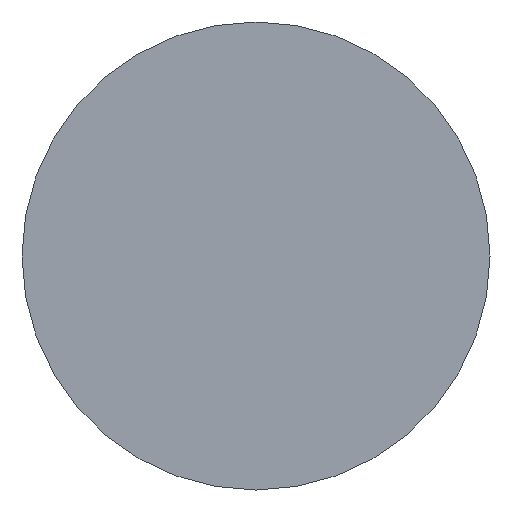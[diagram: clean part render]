
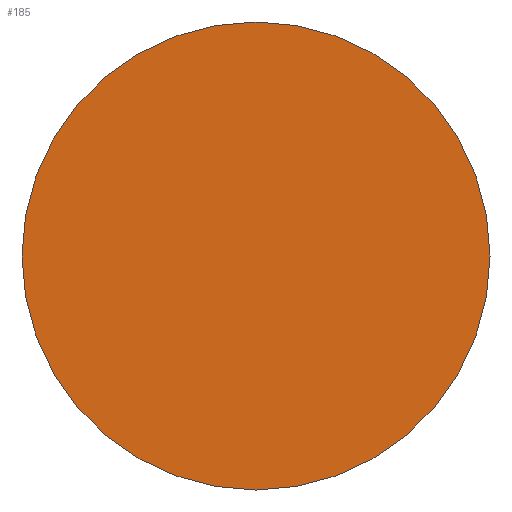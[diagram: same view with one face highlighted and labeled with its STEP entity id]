
A CAD part, front view. The second image highlights one B-rep face of the part: STEP entity #185.
In plain terms, the highlighted planar face has unit normal (0, -1, 0).
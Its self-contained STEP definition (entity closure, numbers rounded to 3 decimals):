
#119=EDGE_CURVE('',#123,#237,#294,.T.);
#123=VERTEX_POINT('',#299);
#141=EDGE_CURVE('',#237,#123,#319,.T.);
#185=ADVANCED_FACE('',(#369),#370,.T.);
#237=VERTEX_POINT('',#432);
#294=CIRCLE('',#487,50.0);
#299=CARTESIAN_POINT('',(-50.0,-40.0,0.));
#319=CIRCLE('',#519,50.0);
#369=FACE_OUTER_BOUND('',#586,.T.);
#370=PLANE('',#587);
#432=CARTESIAN_POINT('',(50.0,-40.0,0.));
#487=AXIS2_PLACEMENT_3D('',#704,#705,#706);
#519=AXIS2_PLACEMENT_3D('',#739,#740,#741);
#586=EDGE_LOOP('',(#802,#803));
#587=AXIS2_PLACEMENT_3D('',#804,#805,#806);
#704=CARTESIAN_POINT('',(0.0,-40.0,0.));
#705=DIRECTION('',(0.0,-1.0,0.));
#706=DIRECTION('',(1.0,0.0,0.0));
#739=CARTESIAN_POINT('',(0.0,-40.0,0.));
#740=DIRECTION('',(0.0,-1.0,0.));
#741=DIRECTION('',(1.0,0.0,0.0));
#802=ORIENTED_EDGE('',*,*,#141,.T.);
#803=ORIENTED_EDGE('',*,*,#119,.T.);
#804=CARTESIAN_POINT('',(0.0,-40.0,0.));
#805=DIRECTION('',(0.0,-1.0,0.));
#806=DIRECTION('',(1.0,0.0,0.0));
